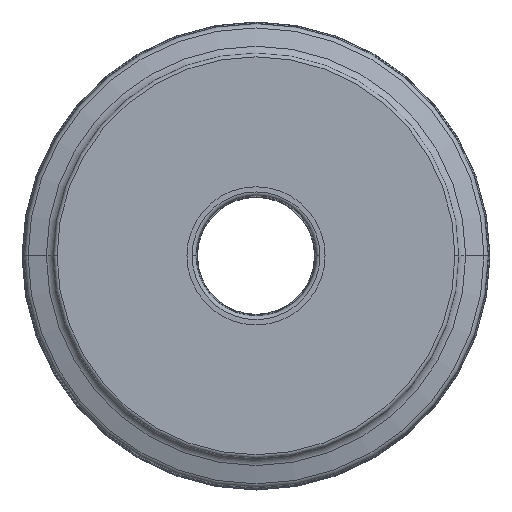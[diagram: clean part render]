
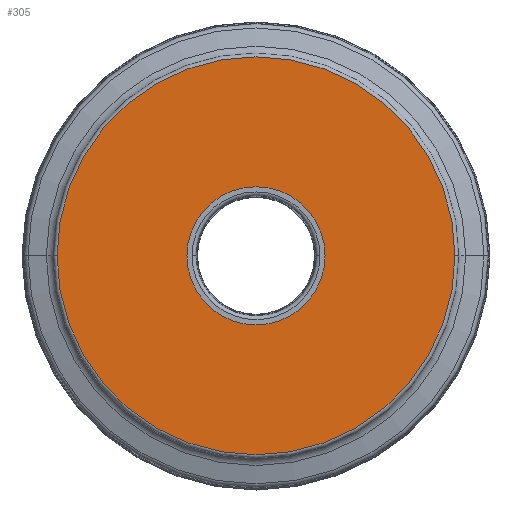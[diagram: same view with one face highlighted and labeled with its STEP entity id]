
A CAD part, top view. The second image highlights one B-rep face of the part: STEP entity #305.
In plain terms, the highlighted planar face has unit normal (0, 0, 1).
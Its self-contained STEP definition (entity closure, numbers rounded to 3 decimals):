
#30=PLANE('',#2533);
#38=FACE_BOUND('',#567,.T.);
#39=FACE_BOUND('',#568,.T.);
#305=ADVANCED_FACE('',(#38,#39),#30,.F.);
#567=EDGE_LOOP('',(#1058,#1059));
#568=EDGE_LOOP('',(#1060,#1061));
#1058=ORIENTED_EDGE('',*,*,#1571,.F.);
#1059=ORIENTED_EDGE('',*,*,#1569,.F.);
#1060=ORIENTED_EDGE('',*,*,#1572,.T.);
#1061=ORIENTED_EDGE('',*,*,#1573,.T.);
#1300=VERTEX_POINT('',#5171);
#1301=VERTEX_POINT('',#5173);
#1302=VERTEX_POINT('',#5179);
#1303=VERTEX_POINT('',#5180);
#1569=EDGE_CURVE('',#1300,#1301,#1911,.T.);
#1571=EDGE_CURVE('',#1301,#1300,#1913,.T.);
#1572=EDGE_CURVE('',#1302,#1303,#1914,.T.);
#1573=EDGE_CURVE('',#1303,#1302,#1915,.T.);
#1911=CIRCLE('',#2526,107.995);
#1913=CIRCLE('',#2529,107.995);
#1914=CIRCLE('',#2531,37.5);
#1915=CIRCLE('',#2532,37.5);
#2526=AXIS2_PLACEMENT_3D('',#5172,#3196,#3197);
#2529=AXIS2_PLACEMENT_3D('',#5176,#3202,#3203);
#2531=AXIS2_PLACEMENT_3D('',#5178,#3206,#3207);
#2532=AXIS2_PLACEMENT_3D('',#5181,#3208,#3209);
#2533=AXIS2_PLACEMENT_3D('',#5182,#3210,#3211);
#3196=DIRECTION('',(0.,0.,-1.));
#3197=DIRECTION('',(-1.,0.,0.));
#3202=DIRECTION('',(0.,0.,-1.));
#3203=DIRECTION('',(1.,0.,0.));
#3206=DIRECTION('',(0.,0.,-1.));
#3207=DIRECTION('',(-1.,0.,0.));
#3208=DIRECTION('',(0.,0.,-1.));
#3209=DIRECTION('',(1.,0.,0.));
#3210=DIRECTION('',(0.,0.,-1.));
#3211=DIRECTION('',(1.,0.,0.));
#5171=CARTESIAN_POINT('',(-107.995,0.,0.));
#5172=CARTESIAN_POINT('',(0.,0.,0.));
#5173=CARTESIAN_POINT('',(107.995,0.,0.));
#5176=CARTESIAN_POINT('',(0.,0.,0.));
#5178=CARTESIAN_POINT('',(0.,0.,0.));
#5179=CARTESIAN_POINT('',(-37.5,0.,0.));
#5180=CARTESIAN_POINT('',(37.5,0.,0.));
#5181=CARTESIAN_POINT('',(0.,0.,0.));
#5182=CARTESIAN_POINT('',(0.,0.,0.));
